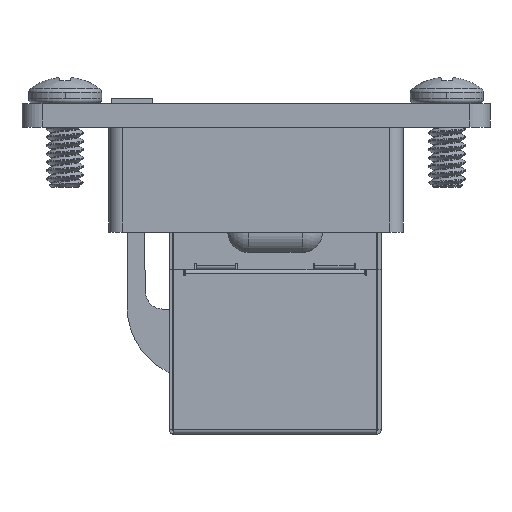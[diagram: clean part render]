
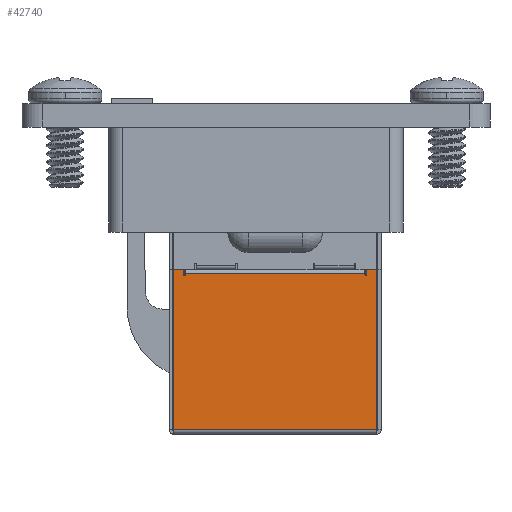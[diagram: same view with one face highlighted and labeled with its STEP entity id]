
A CAD part, left-side view. The second image highlights one B-rep face of the part: STEP entity #42740.
In plain terms, the highlighted face is planar.
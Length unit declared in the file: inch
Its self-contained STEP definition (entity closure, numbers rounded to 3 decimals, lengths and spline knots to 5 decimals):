
#729 = VECTOR ( 'NONE', #9889, 39.37008 ) ;
#1827 = EDGE_CURVE ( 'NONE', #18742, #29349, #10918, .T. ) ;
#2341 = CARTESIAN_POINT ( 'NONE',  ( -0.2685, -0.2874, 0. ) ) ;
#2593 = ORIENTED_EDGE ( 'NONE', *, *, #46656, .T. ) ;
#2612 = LINE ( 'NONE', #14197, #729 ) ;
#4811 = ORIENTED_EDGE ( 'NONE', *, *, #47652, .T. ) ;
#5486 = EDGE_CURVE ( 'NONE', #45150, #52133, #24955, .T. ) ;
#5898 = EDGE_CURVE ( 'NONE', #30375, #36418, #26201, .T. ) ;
#6304 = VERTEX_POINT ( 'NONE', #34414 ) ;
#6601 = LINE ( 'NONE', #24404, #53544 ) ;
#7234 = DIRECTION ( 'NONE',  ( 0., 0., 1. ) ) ;
#7686 = LINE ( 'NONE', #12668, #25924 ) ;
#7784 = VECTOR ( 'NONE', #35912, 39.37008 ) ;
#9889 = DIRECTION ( 'NONE',  ( 1., 0., 0. ) ) ;
#9973 = EDGE_CURVE ( 'NONE', #29349, #16689, #52014, .T. ) ;
#10731 = DIRECTION ( 'NONE',  ( 0., 0., 1. ) ) ;
#10747 = AXIS2_PLACEMENT_3D ( 'NONE', #17360, #30127, #29960 ) ;
#10918 = CIRCLE ( 'NONE', #47285, 0.00246 ) ;
#11503 = PLANE ( 'NONE',  #25878 ) ;
#12668 = CARTESIAN_POINT ( 'NONE',  ( 0.30394, -0.2874, -0.48228 ) ) ;
#13997 = CARTESIAN_POINT ( 'NONE',  ( -0.30394, -0.2874, -0.48228 ) ) ;
#14197 = CARTESIAN_POINT ( 'NONE',  ( 0.30394, -0.2874, -0.48228 ) ) ;
#15819 = CARTESIAN_POINT ( 'NONE',  ( 0.30394, -0.2874, 0. ) ) ;
#16490 = VERTEX_POINT ( 'NONE', #23863 ) ;
#16689 = VERTEX_POINT ( 'NONE', #25660 ) ;
#16695 = ORIENTED_EDGE ( 'NONE', *, *, #1827, .F. ) ;
#16880 = CARTESIAN_POINT ( 'NONE',  ( 0.27343, -0.2874, -0.46654 ) ) ;
#17360 = CARTESIAN_POINT ( 'NONE',  ( -0.27096, -0.2874, -0.46654 ) ) ;
#17819 = CARTESIAN_POINT ( 'NONE',  ( 0.2685, -0.2874, -0.46654 ) ) ;
#18112 = EDGE_LOOP ( 'NONE', ( #48891, #47879, #41516, #2593, #32446, #16695, #29158, #38919, #33676, #50099, #33628, #4811 ) ) ;
#18362 = CARTESIAN_POINT ( 'NONE',  ( 0.30394, -0.2874, -0.00315 ) ) ;
#18742 = VERTEX_POINT ( 'NONE', #16880 ) ;
#20423 = EDGE_CURVE ( 'NONE', #16490, #6304, #7686, .T. ) ;
#21643 = LINE ( 'NONE', #2341, #38554 ) ;
#21826 = EDGE_CURVE ( 'NONE', #6304, #36418, #24721, .T. ) ;
#23863 = CARTESIAN_POINT ( 'NONE',  ( 0.27343, -0.2874, -0.48228 ) ) ;
#23900 = DIRECTION ( 'NONE',  ( 1., 0., 0. ) ) ;
#24039 = DIRECTION ( 'NONE',  ( 0., 1., 0. ) ) ;
#24404 = CARTESIAN_POINT ( 'NONE',  ( -0.27343, -0.2874, 0. ) ) ;
#24721 = LINE ( 'NONE', #52832, #7784 ) ;
#24881 = DIRECTION ( 'NONE',  ( 1., 0., 0. ) ) ;
#24955 = CIRCLE ( 'NONE', #10747, 0.00246 ) ;
#25606 = CARTESIAN_POINT ( 'NONE',  ( -0.2685, -0.2874, -0.47146 ) ) ;
#25660 = CARTESIAN_POINT ( 'NONE',  ( 0.2685, -0.2874, -0.47146 ) ) ;
#25878 = AXIS2_PLACEMENT_3D ( 'NONE', #15819, #24039, #32417 ) ;
#25924 = VECTOR ( 'NONE', #24881, 39.37008 ) ;
#26201 = LINE ( 'NONE', #49018, #45036 ) ;
#27287 = DIRECTION ( 'NONE',  ( 0., 0., -1. ) ) ;
#27398 = EDGE_CURVE ( 'NONE', #52133, #43234, #6601, .T. ) ;
#27716 = VECTOR ( 'NONE', #10731, 39.37008 ) ;
#27979 = EDGE_CURVE ( 'NONE', #28268, #45150, #21643, .T. ) ;
#28268 = VERTEX_POINT ( 'NONE', #25606 ) ;
#29158 = ORIENTED_EDGE ( 'NONE', *, *, #50656, .F. ) ;
#29349 = VERTEX_POINT ( 'NONE', #17819 ) ;
#29960 = DIRECTION ( 'NONE',  ( 0., 0., 1. ) ) ;
#30127 = DIRECTION ( 'NONE',  ( 0., -1., 0. ) ) ;
#30375 = VERTEX_POINT ( 'NONE', #52039 ) ;
#30551 = DIRECTION ( 'NONE',  ( 0., -1., 0. ) ) ;
#31009 = CARTESIAN_POINT ( 'NONE',  ( -0.2685, -0.2874, -0.46654 ) ) ;
#32417 = DIRECTION ( 'NONE',  ( 0., 0., 1. ) ) ;
#32446 = ORIENTED_EDGE ( 'NONE', *, *, #9973, .F. ) ;
#33167 = VERTEX_POINT ( 'NONE', #13997 ) ;
#33628 = ORIENTED_EDGE ( 'NONE', *, *, #34061, .T. ) ;
#33676 = ORIENTED_EDGE ( 'NONE', *, *, #21826, .T. ) ;
#34006 = LINE ( 'NONE', #53381, #44415 ) ;
#34061 = EDGE_CURVE ( 'NONE', #30375, #33167, #34006, .T. ) ;
#34399 = VECTOR ( 'NONE', #27287, 39.37008 ) ;
#34414 = CARTESIAN_POINT ( 'NONE',  ( 0.30394, -0.2874, -0.48228 ) ) ;
#35912 = DIRECTION ( 'NONE',  ( 0., 0., 1. ) ) ;
#36418 = VERTEX_POINT ( 'NONE', #18362 ) ;
#36603 = DIRECTION ( 'NONE',  ( 0., 0., -1. ) ) ;
#38165 = CARTESIAN_POINT ( 'NONE',  ( -0.27343, -0.2874, -0.46654 ) ) ;
#38554 = VECTOR ( 'NONE', #7234, 39.37008 ) ;
#38886 = FACE_OUTER_BOUND ( 'NONE', #18112, .T. ) ;
#38919 = ORIENTED_EDGE ( 'NONE', *, *, #20423, .T. ) ;
#39111 = CARTESIAN_POINT ( 'NONE',  ( 0.27096, -0.2874, -0.46654 ) ) ;
#41516 = ORIENTED_EDGE ( 'NONE', *, *, #27979, .F. ) ;
#42740 = ADVANCED_FACE ( 'NONE', ( #38886 ), #11503, .F. ) ;
#43234 = VERTEX_POINT ( 'NONE', #43618 ) ;
#43366 = CARTESIAN_POINT ( 'NONE',  ( -0.2685, -0.2874, -0.47146 ) ) ;
#43618 = CARTESIAN_POINT ( 'NONE',  ( -0.27343, -0.2874, -0.48228 ) ) ;
#43713 = DIRECTION ( 'NONE',  ( 1., 0., 0. ) ) ;
#43804 = CARTESIAN_POINT ( 'NONE',  ( 0.2685, -0.2874, 0. ) ) ;
#44158 = CARTESIAN_POINT ( 'NONE',  ( 0.27343, -0.2874, 0. ) ) ;
#44389 = VECTOR ( 'NONE', #43713, 39.37008 ) ;
#44415 = VECTOR ( 'NONE', #53744, 39.37008 ) ;
#45036 = VECTOR ( 'NONE', #23900, 39.37008 ) ;
#45150 = VERTEX_POINT ( 'NONE', #31009 ) ;
#46656 = EDGE_CURVE ( 'NONE', #28268, #16689, #52892, .T. ) ;
#47285 = AXIS2_PLACEMENT_3D ( 'NONE', #39111, #30551, #51125 ) ;
#47652 = EDGE_CURVE ( 'NONE', #33167, #43234, #2612, .T. ) ;
#47879 = ORIENTED_EDGE ( 'NONE', *, *, #5486, .F. ) ;
#48891 = ORIENTED_EDGE ( 'NONE', *, *, #27398, .F. ) ;
#49018 = CARTESIAN_POINT ( 'NONE',  ( 0.30394, -0.2874, -0.00315 ) ) ;
#50099 = ORIENTED_EDGE ( 'NONE', *, *, #5898, .F. ) ;
#50656 = EDGE_CURVE ( 'NONE', #16490, #18742, #51182, .T. ) ;
#51125 = DIRECTION ( 'NONE',  ( 0., 0., 1. ) ) ;
#51182 = LINE ( 'NONE', #44158, #27716 ) ;
#52014 = LINE ( 'NONE', #43804, #34399 ) ;
#52039 = CARTESIAN_POINT ( 'NONE',  ( -0.30394, -0.2874, -0.00315 ) ) ;
#52133 = VERTEX_POINT ( 'NONE', #38165 ) ;
#52832 = CARTESIAN_POINT ( 'NONE',  ( 0.30394, -0.2874, 0. ) ) ;
#52892 = LINE ( 'NONE', #43366, #44389 ) ;
#53381 = CARTESIAN_POINT ( 'NONE',  ( -0.30394, -0.2874, -0.48228 ) ) ;
#53544 = VECTOR ( 'NONE', #36603, 39.37008 ) ;
#53744 = DIRECTION ( 'NONE',  ( 0., 0., -1. ) ) ;
